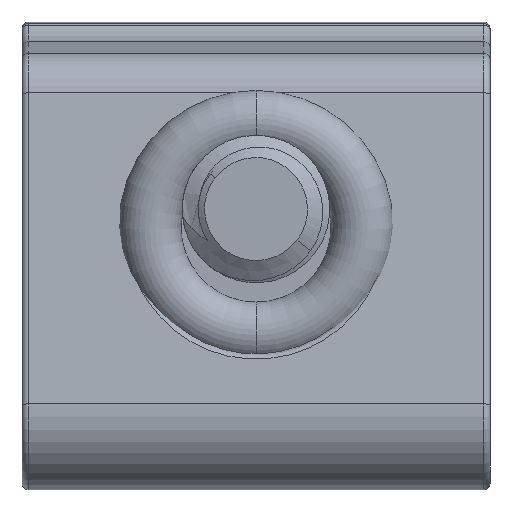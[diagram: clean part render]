
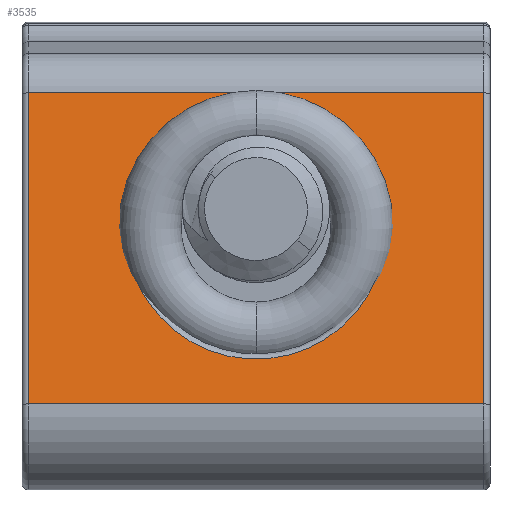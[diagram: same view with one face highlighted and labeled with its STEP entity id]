
A CAD part, front view. The second image highlights one B-rep face of the part: STEP entity #3535.
In plain terms, the highlighted planar face has unit normal (0, -0.989, 0.148).
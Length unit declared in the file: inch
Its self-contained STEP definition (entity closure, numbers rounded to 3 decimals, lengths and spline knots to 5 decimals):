
#53 = ORIENTED_EDGE ( 'NONE', *, *, #352, .T. ) ;
#254 = VERTEX_POINT ( 'NONE', #2307 ) ;
#344 = CARTESIAN_POINT ( 'NONE',  ( -0.14717, -0.36443, -0.18235 ) ) ;
#352 = EDGE_CURVE ( 'NONE', #4488, #1386, #5918, .T. ) ;
#379 = CARTESIAN_POINT ( 'NONE',  ( 0.05788, -0.35661, -0.13002 ) ) ;
#421 = CARTESIAN_POINT ( 'NONE',  ( 0.20998, -0.38658, -0.33054 ) ) ;
#449 = CARTESIAN_POINT ( 'NONE',  ( -0.375, -0.42868, -0.61226 ) ) ;
#501 = DIRECTION ( 'NONE',  ( 0., -0.148, -0.989 ) ) ;
#654 = AXIS2_PLACEMENT_3D ( 'NONE', #3389, #8848, #4186 ) ;
#765 = EDGE_CURVE ( 'NONE', #9948, #254, #1780, .T. ) ;
#877 = VECTOR ( 'NONE', #3420, 39.37008 ) ;
#1115 = CARTESIAN_POINT ( 'NONE',  ( -0.12027, -0.36108, -0.15991 ) ) ;
#1152 = CARTESIAN_POINT ( 'NONE',  ( 0.0905, -0.35847, -0.14246 ) ) ;
#1250 = VERTEX_POINT ( 'NONE', #4690 ) ;
#1386 = VERTEX_POINT ( 'NONE', #2554 ) ;
#1501 = ORIENTED_EDGE ( 'NONE', *, *, #4422, .T. ) ;
#1527 = ORIENTED_EDGE ( 'NONE', *, *, #8631, .T. ) ;
#1614 = B_SPLINE_CURVE_WITH_KNOTS ( 'NONE', 3,
 ( #1799, #6470, #2572, #8036 ),
 .UNSPECIFIED., .F., .F.,
 ( 4, 4 ),
 ( 0., 0.00126 ),
 .UNSPECIFIED. ) ;
#1780 = LINE ( 'NONE', #2654, #9838 ) ;
#1799 = CARTESIAN_POINT ( 'NONE',  ( -0.20998, -0.38658, -0.33054 ) ) ;
#1801 = PLANE ( 'NONE',  #654 ) ;
#1894 = CARTESIAN_POINT ( 'NONE',  ( -0.09027, -0.35845, -0.14235 ) ) ;
#1932 = CARTESIAN_POINT ( 'NONE',  ( 0.12061, -0.36111, -0.16014 ) ) ;
#1999 = DIRECTION ( 'NONE',  ( 1., 0., 0. ) ) ;
#2160 =( BOUNDED_CURVE ( )  B_SPLINE_CURVE ( 3, ( #8029, #2566, #8804, #4148 ),
 .UNSPECIFIED., .F., .F. ) 
 B_SPLINE_CURVE_WITH_KNOTS ( ( 4, 4 ),
 ( 1.58364, 4.69954 ),
 .UNSPECIFIED. ) 
 CURVE ( )  GEOMETRIC_REPRESENTATION_ITEM ( )  RATIONAL_B_SPLINE_CURVE ( ( 1., 0.342, 0.342, 1. ) ) 
 REPRESENTATION_ITEM ( '' )  );
#2307 = CARTESIAN_POINT ( 'NONE',  ( 0.365, -0.3542, -0.11386 ) ) ;
#2322 = FACE_OUTER_BOUND ( 'NONE', #6566, .T. ) ;
#2554 = CARTESIAN_POINT ( 'NONE',  ( 0.20404, -0.37929, -0.28174 ) ) ;
#2566 = CARTESIAN_POINT ( 'NONE',  ( 0.20472, -0.44856, -0.74529 ) ) ;
#2572 = CARTESIAN_POINT ( 'NONE',  ( -0.20821, -0.38168, -0.29775 ) ) ;
#2641 = CARTESIAN_POINT ( 'NONE',  ( -0.2011, -0.3776, -0.27047 ) ) ;
#2654 = CARTESIAN_POINT ( 'NONE',  ( 0.365, -0.34577, -0.05745 ) ) ;
#2663 = CARTESIAN_POINT ( 'NONE',  ( -0.05741, -0.35659, -0.12989 ) ) ;
#2699 = CARTESIAN_POINT ( 'NONE',  ( 0.14732, -0.36445, -0.1825 ) ) ;
#2746 = EDGE_CURVE ( 'NONE', #1386, #3606, #8967, .T. ) ;
#3165 = EDGE_CURVE ( 'NONE', #254, #1250, #9180, .T. ) ;
#3322 = LINE ( 'NONE', #5153, #9309 ) ;
#3389 = CARTESIAN_POINT ( 'NONE',  ( -0.375, -0.34577, -0.05745 ) ) ;
#3420 = DIRECTION ( 'NONE',  ( -1., 0., 0. ) ) ;
#3424 = CARTESIAN_POINT ( 'NONE',  ( -0.20404, -0.37929, -0.28174 ) ) ;
#3460 = CARTESIAN_POINT ( 'NONE',  ( -0.02323, -0.35558, -0.12314 ) ) ;
#3507 = CARTESIAN_POINT ( 'NONE',  ( 0.16995, -0.36839, -0.20881 ) ) ;
#3518 = CARTESIAN_POINT ( 'NONE',  ( 0.20821, -0.38168, -0.29775 ) ) ;
#3535 = ADVANCED_FACE ( 'NONE', ( #6733, #2322 ), #1801, .T. ) ;
#3606 = VERTEX_POINT ( 'NONE', #9730 ) ;
#3640 = EDGE_CURVE ( 'NONE', #4209, #9948, #6408, .T. ) ;
#3954 = VERTEX_POINT ( 'NONE', #4072 ) ;
#4072 = CARTESIAN_POINT ( 'NONE',  ( -0.20998, -0.38658, -0.33054 ) ) ;
#4077 = ORIENTED_EDGE ( 'NONE', *, *, #5714, .T. ) ;
#4148 = CARTESIAN_POINT ( 'NONE',  ( -0.20998, -0.38658, -0.33054 ) ) ;
#4186 = DIRECTION ( 'NONE',  ( 0., -0.148, -0.989 ) ) ;
#4209 = VERTEX_POINT ( 'NONE', #7198 ) ;
#4223 = CARTESIAN_POINT ( 'NONE',  ( -0.18242, -0.37126, -0.22804 ) ) ;
#4255 = CARTESIAN_POINT ( 'NONE',  ( 0.01194, -0.35544, -0.12219 ) ) ;
#4285 = CARTESIAN_POINT ( 'NONE',  ( 0.19816, -0.37592, -0.2592 ) ) ;
#4422 = EDGE_CURVE ( 'NONE', #1250, #4209, #3322, .T. ) ;
#4456 = CARTESIAN_POINT ( 'NONE',  ( 0.365, -0.42868, -0.61226 ) ) ;
#4467 = ORIENTED_EDGE ( 'NONE', *, *, #765, .T. ) ;
#4488 = VERTEX_POINT ( 'NONE', #9248 ) ;
#4690 = CARTESIAN_POINT ( 'NONE',  ( -0.365, -0.3542, -0.11386 ) ) ;
#4984 = DIRECTION ( 'NONE',  ( 0., 0.148, 0.989 ) ) ;
#4995 = CARTESIAN_POINT ( 'NONE',  ( -0.16273, -0.36699, -0.19945 ) ) ;
#5029 = CARTESIAN_POINT ( 'NONE',  ( 0.04643, -0.35617, -0.12707 ) ) ;
#5087 = CARTESIAN_POINT ( 'NONE',  ( 0.21019, -0.38411, -0.31401 ) ) ;
#5153 = CARTESIAN_POINT ( 'NONE',  ( -0.365, -0.42868, -0.61226 ) ) ;
#5329 = ORIENTED_EDGE ( 'NONE', *, *, #3165, .T. ) ;
#5708 = ORIENTED_EDGE ( 'NONE', *, *, #3640, .T. ) ;
#5714 = EDGE_CURVE ( 'NONE', #3606, #3954, #2160, .T. ) ;
#5794 = CARTESIAN_POINT ( 'NONE',  ( -0.13856, -0.36323, -0.17432 ) ) ;
#5829 = CARTESIAN_POINT ( 'NONE',  ( 0.07992, -0.35776, -0.13773 ) ) ;
#5918 = B_SPLINE_CURVE_WITH_KNOTS ( 'NONE', 3,
 ( #3424, #2641, #7315, #8881, #4223, #9650, #4995, #344, #5794, #1115, #6568, #1894, #7350, #2663, #8135, #3460, #8912, #4255, #9691, #5029, #379, #5829, #1152, #6599, #1932, #7388, #2699, #8163, #3507, #8948, #4285, #9729 ),
 .UNSPECIFIED., .F., .F.,
 ( 4, 2, 2, 2, 2, 2, 2, 2, 2, 2, 2, 2, 2, 2, 2, 4 ),
 ( 0., 0.00089, 0.00178, 0.00267, 0.00356, 0.00445, 0.00534, 0.00622, 0.00711, 0.008, 0.00889, 0.00978, 0.01067, 0.01156, 0.01245, 0.01423 ),
 .UNSPECIFIED. ) ;
#6408 = LINE ( 'NONE', #449, #6644 ) ;
#6470 = CARTESIAN_POINT ( 'NONE',  ( -0.21019, -0.38411, -0.31401 ) ) ;
#6566 = EDGE_LOOP ( 'NONE', ( #5708, #4467, #5329, #1501 ) ) ;
#6568 = CARTESIAN_POINT ( 'NONE',  ( -0.11061, -0.36012, -0.15351 ) ) ;
#6599 = CARTESIAN_POINT ( 'NONE',  ( 0.1108, -0.36014, -0.15364 ) ) ;
#6638 = EDGE_LOOP ( 'NONE', ( #53, #8785, #4077, #1527 ) ) ;
#6644 = VECTOR ( 'NONE', #1999, 39.37008 ) ;
#6733 = FACE_BOUND ( 'NONE', #6638, .T. ) ;
#7198 = CARTESIAN_POINT ( 'NONE',  ( -0.365, -0.42868, -0.61226 ) ) ;
#7315 = CARTESIAN_POINT ( 'NONE',  ( -0.1973, -0.37597, -0.25954 ) ) ;
#7350 = CARTESIAN_POINT ( 'NONE',  ( -0.07947, -0.35774, -0.13755 ) ) ;
#7388 = CARTESIAN_POINT ( 'NONE',  ( 0.13888, -0.36327, -0.1746 ) ) ;
#8010 = CARTESIAN_POINT ( 'NONE',  ( -0.375, -0.3542, -0.11386 ) ) ;
#8029 = CARTESIAN_POINT ( 'NONE',  ( 0.20998, -0.38658, -0.33054 ) ) ;
#8036 = CARTESIAN_POINT ( 'NONE',  ( -0.20404, -0.37929, -0.28174 ) ) ;
#8135 = CARTESIAN_POINT ( 'NONE',  ( -0.04617, -0.35616, -0.12701 ) ) ;
#8163 = CARTESIAN_POINT ( 'NONE',  ( 0.16283, -0.367, -0.19957 ) ) ;
#8631 = EDGE_CURVE ( 'NONE', #3954, #4488, #1614, .T. ) ;
#8785 = ORIENTED_EDGE ( 'NONE', *, *, #2746, .T. ) ;
#8804 = CARTESIAN_POINT ( 'NONE',  ( -0.20472, -0.44856, -0.74529 ) ) ;
#8848 = DIRECTION ( 'NONE',  ( 0., -0.989, 0.148 ) ) ;
#8881 = CARTESIAN_POINT ( 'NONE',  ( -0.18798, -0.3728, -0.23836 ) ) ;
#8912 = CARTESIAN_POINT ( 'NONE',  ( -0.01144, -0.35544, -0.12216 ) ) ;
#8948 = CARTESIAN_POINT ( 'NONE',  ( 0.18893, -0.37277, -0.23813 ) ) ;
#8960 = CARTESIAN_POINT ( 'NONE',  ( 0.20404, -0.37929, -0.28174 ) ) ;
#8967 = B_SPLINE_CURVE_WITH_KNOTS ( 'NONE', 3,
 ( #8960, #3518, #5087, #421 ),
 .UNSPECIFIED., .F., .F.,
 ( 4, 4 ),
 ( 0., 0.00126 ),
 .UNSPECIFIED. ) ;
#9180 = LINE ( 'NONE', #8010, #877 ) ;
#9248 = CARTESIAN_POINT ( 'NONE',  ( -0.20404, -0.37929, -0.28174 ) ) ;
#9309 = VECTOR ( 'NONE', #501, 39.37008 ) ;
#9650 = CARTESIAN_POINT ( 'NONE',  ( -0.16978, -0.36835, -0.20859 ) ) ;
#9691 = CARTESIAN_POINT ( 'NONE',  ( 0.02351, -0.35559, -0.12318 ) ) ;
#9729 = CARTESIAN_POINT ( 'NONE',  ( 0.20404, -0.37929, -0.28174 ) ) ;
#9730 = CARTESIAN_POINT ( 'NONE',  ( 0.20998, -0.38658, -0.33054 ) ) ;
#9838 = VECTOR ( 'NONE', #4984, 39.37008 ) ;
#9948 = VERTEX_POINT ( 'NONE', #4456 ) ;
